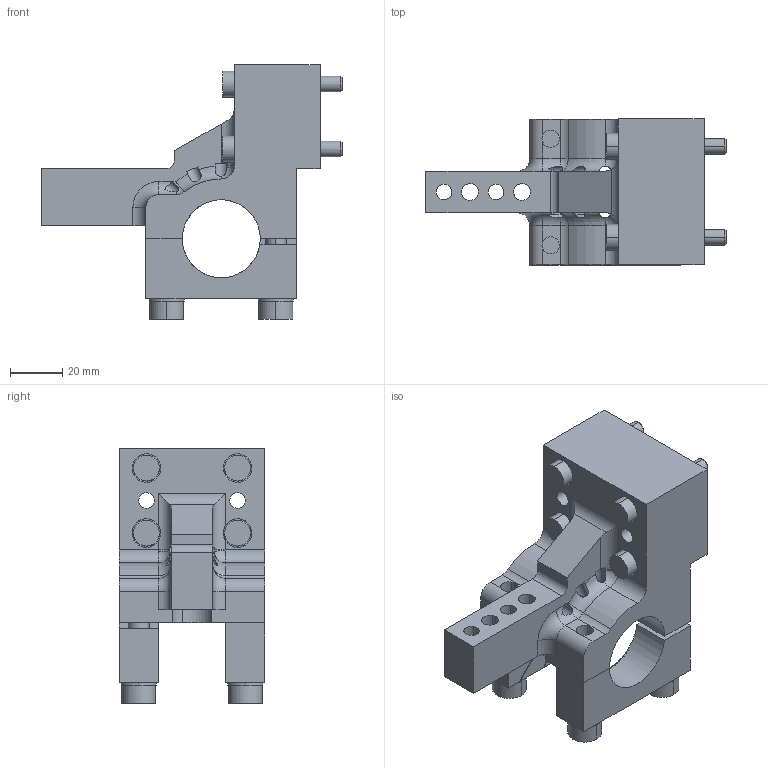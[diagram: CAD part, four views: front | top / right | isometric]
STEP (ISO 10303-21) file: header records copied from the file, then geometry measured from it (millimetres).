
FILE_DESCRIPTION(('CATIA V5 STEP Exchange'),'2;1');
FILE_NAME('AEGT173.stp','2018-08-02T08:22:44+00:00',('none'),('none'),'CATIA Version 5 Release 19 GA (IN-10)','CATIA V5 STEP AP203','none');
FILE_SCHEMA(('CONFIG_CONTROL_DESIGN'));
Length unit declared in the file: millimetre
Products named in the file (1): AEGT173
Bounding box: 115.5 x 56 x 98 mm (x, y, z)
Volume: 175449.5 mm3; surface area: 55045.5 mm2
Topology: 15 solids, 15 shells, 442 faces, 1162 edges, 746 vertices
Faces by surface type: plane 215, cylinder 146, cone 40, bspline 30, sphere 7, torus 4
Entity records: 15975 total; most frequent: CARTESIAN_POINT 5836, ORIENTED_EDGE 2306, DIRECTION 1625, EDGE_CURVE 1153, VERTEX_POINT 746, AXIS2_PLACEMENT_3D 711, VECTOR 535, LINE 535
